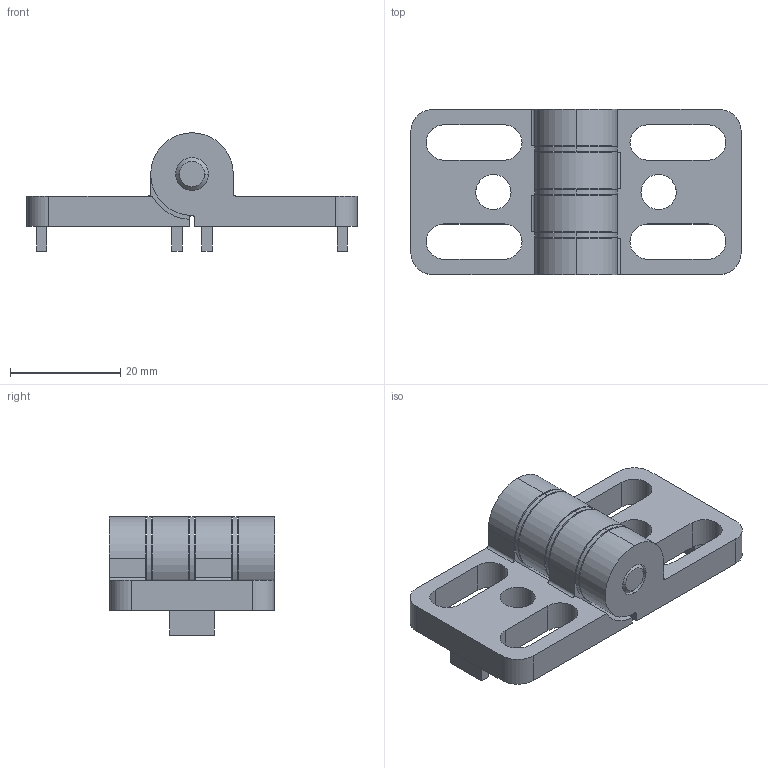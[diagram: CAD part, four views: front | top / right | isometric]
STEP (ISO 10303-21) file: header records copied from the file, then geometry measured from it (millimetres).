
FILE_DESCRIPTION (( 'STEP AP214' ), '1' );
FILE_NAME ('1.62.51030060.STEP', '2024-10-09T17:25:33', ( '' ), ( '' ), 'SwSTEP 2.0', 'SolidWorks 2024', '' );
FILE_SCHEMA (( 'AUTOMOTIVE_DESIGN' ));
Length unit declared in the file: millimetre
Products named in the file (1): 1.62.51030060
Bounding box: 60 x 30 x 21.5 mm (x, y, z)
Volume: 11443.7 mm3; surface area: 9329.7 mm2
Topology: 6 solids, 6 shells, 122 faces, 314 edges, 208 vertices
Faces by surface type: cylinder 60, plane 58, cone 4
Entity records: 3870 total; most frequent: DIRECTION 684, CARTESIAN_POINT 645, ORIENTED_EDGE 628, EDGE_CURVE 314, AXIS2_PLACEMENT_3D 247, VERTEX_POINT 208, LINE 190, VECTOR 190
